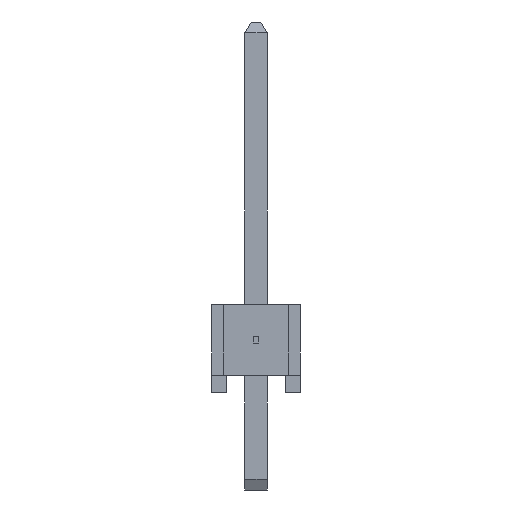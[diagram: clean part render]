
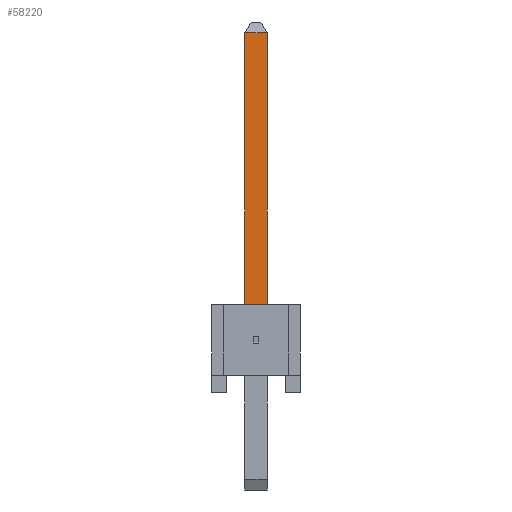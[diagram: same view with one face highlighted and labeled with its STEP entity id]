
A CAD part, left-side view. The second image highlights one B-rep face of the part: STEP entity #58220.
In plain terms, the highlighted planar face has unit normal (-1, 0, 0).
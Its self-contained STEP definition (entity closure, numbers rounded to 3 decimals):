
#58220 = ADVANCED_FACE('',(#58221),#58255,.F.);
#58221 = FACE_BOUND('',#58222,.T.);
#58222 = EDGE_LOOP('',(#58223,#58233,#58241,#58249));
#58223 = ORIENTED_EDGE('',*,*,#58224,.T.);
#58224 = EDGE_CURVE('',#58225,#58227,#58229,.T.);
#58225 = VERTEX_POINT('',#58226);
#58226 = CARTESIAN_POINT('',(-58.738,13.157,0.318));
#58227 = VERTEX_POINT('',#58228);
#58228 = CARTESIAN_POINT('',(-58.738,13.157,-0.318));
#58229 = LINE('',#58230,#58231);
#58230 = CARTESIAN_POINT('',(-58.738,13.157,2.54));
#58231 = VECTOR('',#58232,1.);
#58232 = DIRECTION('',(0.,0.,-1.));
#58233 = ORIENTED_EDGE('',*,*,#58234,.T.);
#58234 = EDGE_CURVE('',#58227,#58235,#58237,.T.);
#58235 = VERTEX_POINT('',#58236);
#58236 = CARTESIAN_POINT('',(-58.738,4.191,-0.318));
#58237 = LINE('',#58238,#58239);
#58238 = CARTESIAN_POINT('',(-58.738,13.462,-0.318));
#58239 = VECTOR('',#58240,1.);
#58240 = DIRECTION('',(0.,-1.,0.));
#58241 = ORIENTED_EDGE('',*,*,#58242,.F.);
#58242 = EDGE_CURVE('',#58243,#58235,#58245,.T.);
#58243 = VERTEX_POINT('',#58244);
#58244 = CARTESIAN_POINT('',(-58.738,4.191,0.318));
#58245 = LINE('',#58246,#58247);
#58246 = CARTESIAN_POINT('',(-58.738,4.191,0.318));
#58247 = VECTOR('',#58248,1.);
#58248 = DIRECTION('',(0.,0.,-1.));
#58249 = ORIENTED_EDGE('',*,*,#58250,.F.);
#58250 = EDGE_CURVE('',#58225,#58243,#58251,.T.);
#58251 = LINE('',#58252,#58253);
#58252 = CARTESIAN_POINT('',(-58.738,13.462,0.318));
#58253 = VECTOR('',#58254,1.);
#58254 = DIRECTION('',(0.,-1.,0.));
#58255 = PLANE('',#58256);
#58256 = AXIS2_PLACEMENT_3D('',#58257,#58258,#58259);
#58257 = CARTESIAN_POINT('',(-58.738,13.462,0.318));
#58258 = DIRECTION('',(1.,0.,0.));
#58259 = DIRECTION('',(0.,0.,-1.));
